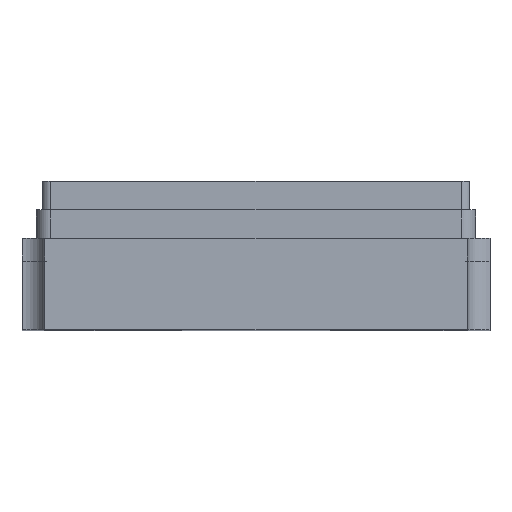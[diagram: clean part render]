
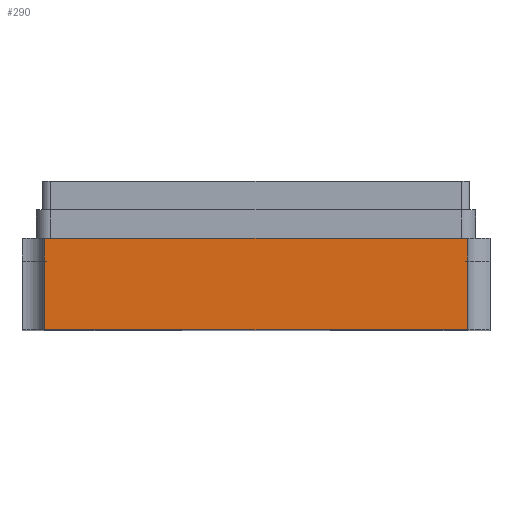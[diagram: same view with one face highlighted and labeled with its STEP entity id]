
A CAD part, top view. The second image highlights one B-rep face of the part: STEP entity #290.
In plain terms, the highlighted planar face has unit normal (0, 0, 1).
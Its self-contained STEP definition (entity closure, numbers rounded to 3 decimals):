
#2 = CARTESIAN_POINT ( 'NONE',  ( -0.925, 0.4, 1.275 ) ) ;
#5 = DIRECTION ( 'NONE',  ( 1., 0., 0. ) ) ;
#35 = VERTEX_POINT ( 'NONE', #1244 ) ;
#62 = CARTESIAN_POINT ( 'NONE',  ( 0.925, 0.65, 1.275 ) ) ;
#122 = VECTOR ( 'NONE', #2880, 1000. ) ;
#128 = CARTESIAN_POINT ( 'NONE',  ( -0.925, 0.3, 1.275 ) ) ;
#198 = CARTESIAN_POINT ( 'NONE',  ( -0.925, 0.65, 1.275 ) ) ;
#290 = ADVANCED_FACE ( 'NONE', ( #1956 ), #315, .F. ) ;
#307 = EDGE_CURVE ( 'NONE', #974, #1743, #679, .T. ) ;
#315 = PLANE ( 'NONE',  #1221 ) ;
#357 = LINE ( 'NONE', #62, #1608 ) ;
#435 = CARTESIAN_POINT ( 'NONE',  ( 0.925, 0.3, 1.275 ) ) ;
#502 = EDGE_CURVE ( 'NONE', #35, #1743, #2069, .T. ) ;
#571 = ORIENTED_EDGE ( 'NONE', *, *, #1058, .F. ) ;
#579 = CARTESIAN_POINT ( 'NONE',  ( 0.925, 0.3, 1.275 ) ) ;
#590 = LINE ( 'NONE', #2, #2290 ) ;
#656 = CARTESIAN_POINT ( 'NONE',  ( 0.925, 0.65, 1.275 ) ) ;
#679 = LINE ( 'NONE', #579, #1375 ) ;
#694 = EDGE_LOOP ( 'NONE', ( #571, #763, #1170, #2581, #719, #3163 ) ) ;
#719 = ORIENTED_EDGE ( 'NONE', *, *, #307, .F. ) ;
#734 = CARTESIAN_POINT ( 'NONE',  ( -0.925, 0.4, 1.275 ) ) ;
#763 = ORIENTED_EDGE ( 'NONE', *, *, #3174, .T. ) ;
#897 = DIRECTION ( 'NONE',  ( -1., 0., 0. ) ) ;
#974 = VERTEX_POINT ( 'NONE', #435 ) ;
#980 = VERTEX_POINT ( 'NONE', #734 ) ;
#1055 = DIRECTION ( 'NONE',  ( 0., -1., 0. ) ) ;
#1058 = EDGE_CURVE ( 'NONE', #980, #2799, #590, .T. ) ;
#1170 = ORIENTED_EDGE ( 'NONE', *, *, #1318, .T. ) ;
#1221 = AXIS2_PLACEMENT_3D ( 'NONE', #656, #2115, #897 ) ;
#1244 = CARTESIAN_POINT ( 'NONE',  ( -0.925, 0., 1.275 ) ) ;
#1318 = EDGE_CURVE ( 'NONE', #1709, #35, #1374, .T. ) ;
#1374 = LINE ( 'NONE', #2856, #122 ) ;
#1375 = VECTOR ( 'NONE', #3075, 1000. ) ;
#1608 = VECTOR ( 'NONE', #1055, 1000. ) ;
#1633 = EDGE_CURVE ( 'NONE', #2799, #974, #357, .T. ) ;
#1709 = VERTEX_POINT ( 'NONE', #128 ) ;
#1743 = VERTEX_POINT ( 'NONE', #2941 ) ;
#1956 = FACE_OUTER_BOUND ( 'NONE', #694, .T. ) ;
#2069 = LINE ( 'NONE', #2455, #3192 ) ;
#2115 = DIRECTION ( 'NONE',  ( 0., 0., -1. ) ) ;
#2290 = VECTOR ( 'NONE', #2729, 1000. ) ;
#2395 = VECTOR ( 'NONE', #2862, 1000. ) ;
#2455 = CARTESIAN_POINT ( 'NONE',  ( 0.925, 0., 1.275 ) ) ;
#2581 = ORIENTED_EDGE ( 'NONE', *, *, #502, .T. ) ;
#2729 = DIRECTION ( 'NONE',  ( 1., 0., 0. ) ) ;
#2799 = VERTEX_POINT ( 'NONE', #3096 ) ;
#2856 = CARTESIAN_POINT ( 'NONE',  ( -0.925, 0.3, 1.275 ) ) ;
#2862 = DIRECTION ( 'NONE',  ( 0., -1., 0. ) ) ;
#2880 = DIRECTION ( 'NONE',  ( 0., -1., 0. ) ) ;
#2941 = CARTESIAN_POINT ( 'NONE',  ( 0.925, 0., 1.275 ) ) ;
#3075 = DIRECTION ( 'NONE',  ( 0., -1., 0. ) ) ;
#3096 = CARTESIAN_POINT ( 'NONE',  ( 0.925, 0.4, 1.275 ) ) ;
#3163 = ORIENTED_EDGE ( 'NONE', *, *, #1633, .F. ) ;
#3174 = EDGE_CURVE ( 'NONE', #980, #1709, #3204, .T. ) ;
#3192 = VECTOR ( 'NONE', #5, 1000. ) ;
#3204 = LINE ( 'NONE', #198, #2395 ) ;
